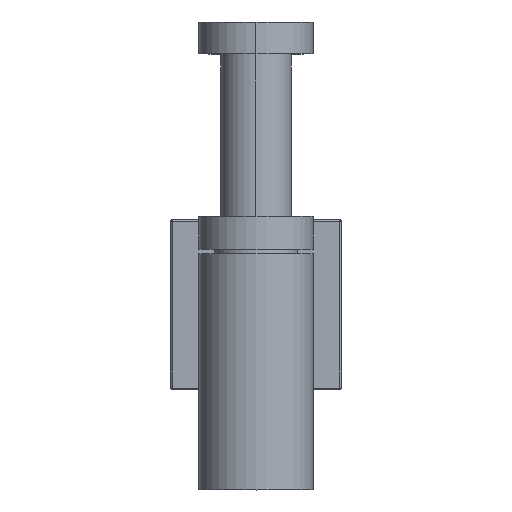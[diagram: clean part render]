
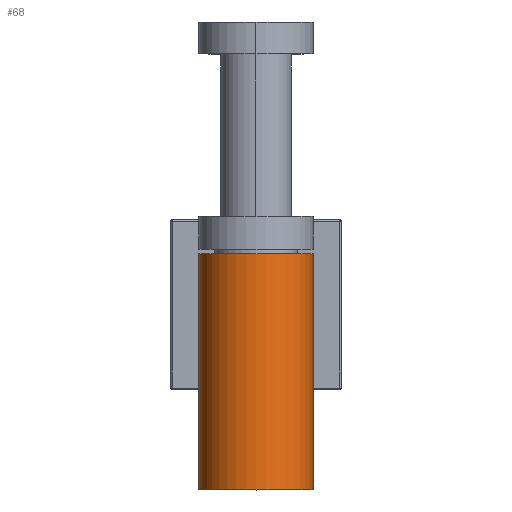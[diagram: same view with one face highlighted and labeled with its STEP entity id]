
A CAD part, top view. The second image highlights one B-rep face of the part: STEP entity #68.
In plain terms, the highlighted cylindrical face has radius 26 mm (diameter 52 mm), a partial arc.
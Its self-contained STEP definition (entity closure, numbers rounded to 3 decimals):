
#11 = CARTESIAN_POINT ( 'NONE',  ( 0., 107.5, -26. ) ) ;
#12 = DIRECTION ( 'NONE',  ( 0., 0., 1. ) ) ;
#68 = ADVANCED_FACE ( 'NONE', ( #81 ), #75, .T. ) ;
#75 = CYLINDRICAL_SURFACE ( 'NONE', #1288, 26. ) ;
#77 = LINE ( 'NONE', #11, #822 ) ;
#81 = FACE_OUTER_BOUND ( 'NONE', #184, .T. ) ;
#94 = DIRECTION ( 'NONE',  ( 0., 0., 1. ) ) ;
#176 = ORIENTED_EDGE ( 'NONE', *, *, #1547, .F. ) ;
#183 = VERTEX_POINT ( 'NONE', #560 ) ;
#184 = EDGE_LOOP ( 'NONE', ( #176, #1851, #1364, #1144 ) ) ;
#230 = DIRECTION ( 'NONE',  ( 0., -1., 0. ) ) ;
#245 = VERTEX_POINT ( 'NONE', #1262 ) ;
#368 = AXIS2_PLACEMENT_3D ( 'NONE', #1813, #906, #12 ) ;
#399 = EDGE_CURVE ( 'NONE', #245, #183, #1646, .T. ) ;
#412 = CARTESIAN_POINT ( 'NONE',  ( 0., 107.5, 26. ) ) ;
#522 = AXIS2_PLACEMENT_3D ( 'NONE', #1889, #994, #94 ) ;
#560 = CARTESIAN_POINT ( 'NONE',  ( 0., 0., -26. ) ) ;
#605 = CARTESIAN_POINT ( 'NONE',  ( 0., 107.5, 26. ) ) ;
#693 = DIRECTION ( 'NONE',  ( 0., 0., -1. ) ) ;
#794 = EDGE_CURVE ( 'NONE', #1025, #183, #77, .T. ) ;
#822 = VECTOR ( 'NONE', #1057, 1000. ) ;
#906 = DIRECTION ( 'NONE',  ( 0., 1., 0. ) ) ;
#994 = DIRECTION ( 'NONE',  ( 0., 1., 0. ) ) ;
#1025 = VERTEX_POINT ( 'NONE', #1568 ) ;
#1057 = DIRECTION ( 'NONE',  ( 0., -1., 0. ) ) ;
#1140 = VERTEX_POINT ( 'NONE', #412 ) ;
#1144 = ORIENTED_EDGE ( 'NONE', *, *, #794, .F. ) ;
#1205 = CIRCLE ( 'NONE', #368, 26. ) ;
#1262 = CARTESIAN_POINT ( 'NONE',  ( 0., 0., 26. ) ) ;
#1288 = AXIS2_PLACEMENT_3D ( 'NONE', #1463, #230, #693 ) ;
#1364 = ORIENTED_EDGE ( 'NONE', *, *, #399, .T. ) ;
#1429 = VECTOR ( 'NONE', #1512, 1000. ) ;
#1463 = CARTESIAN_POINT ( 'NONE',  ( 0., 107.5, 0. ) ) ;
#1512 = DIRECTION ( 'NONE',  ( 0., -1., 0. ) ) ;
#1547 = EDGE_CURVE ( 'NONE', #1140, #1025, #1205, .T. ) ;
#1568 = CARTESIAN_POINT ( 'NONE',  ( 0., 107.5, -26. ) ) ;
#1646 = CIRCLE ( 'NONE', #522, 26. ) ;
#1813 = CARTESIAN_POINT ( 'NONE',  ( 0., 107.5, 0. ) ) ;
#1822 = LINE ( 'NONE', #605, #1429 ) ;
#1851 = ORIENTED_EDGE ( 'NONE', *, *, #1935, .T. ) ;
#1889 = CARTESIAN_POINT ( 'NONE',  ( 0., 0., 0. ) ) ;
#1935 = EDGE_CURVE ( 'NONE', #1140, #245, #1822, .T. ) ;
